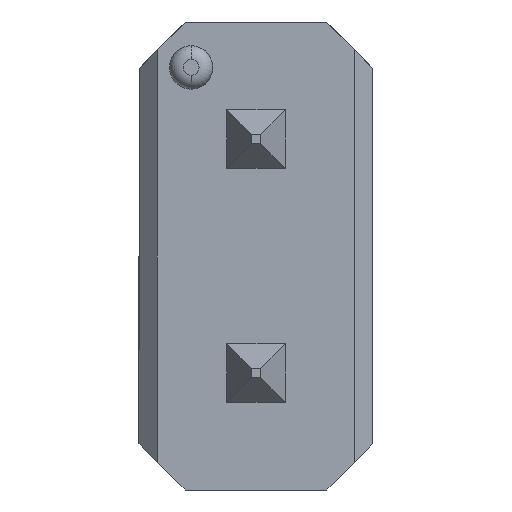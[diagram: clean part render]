
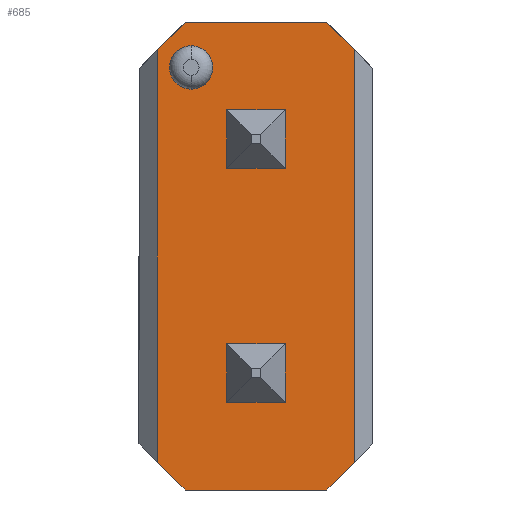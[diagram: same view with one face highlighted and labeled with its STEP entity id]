
A CAD part, front view. The second image highlights one B-rep face of the part: STEP entity #685.
In plain terms, the highlighted planar face has unit normal (0, -1, 0).
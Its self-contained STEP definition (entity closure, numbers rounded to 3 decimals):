
#12 = ORIENTED_EDGE ( 'NONE', *, *, #918, .T. ) ;
#27 = ORIENTED_EDGE ( 'NONE', *, *, #204, .T. ) ;
#77 = EDGE_CURVE ( 'NONE', #406, #1417, #450, .T. ) ;
#81 = VERTEX_POINT ( 'NONE', #754 ) ;
#100 = ORIENTED_EDGE ( 'NONE', *, *, #1436, .T. ) ;
#130 = VECTOR ( 'NONE', #1591, 1000. ) ;
#204 = EDGE_CURVE ( 'NONE', #817, #1417, #1399, .T. ) ;
#220 = AXIS2_PLACEMENT_3D ( 'NONE', #533, #1387, #665 ) ;
#221 = VECTOR ( 'NONE', #1595, 1000. ) ;
#224 = FACE_OUTER_BOUND ( 'NONE', #805, .T. ) ;
#297 = CARTESIAN_POINT ( 'NONE',  ( -1.07, 0., -2.24 ) ) ;
#303 = EDGE_CURVE ( 'NONE', #1344, #678, #1278, .T. ) ;
#313 = DIRECTION ( 'NONE',  ( 0., 0., 1. ) ) ;
#358 = LINE ( 'NONE', #723, #130 ) ;
#405 = CARTESIAN_POINT ( 'NONE',  ( -0.77, 0., 2.54 ) ) ;
#406 = VERTEX_POINT ( 'NONE', #484 ) ;
#434 = VERTEX_POINT ( 'NONE', #1313 ) ;
#437 = CARTESIAN_POINT ( 'NONE',  ( -1.27, 0., -2.04 ) ) ;
#440 = EDGE_CURVE ( 'NONE', #1208, #1344, #358, .T. ) ;
#449 = ORIENTED_EDGE ( 'NONE', *, *, #1115, .T. ) ;
#450 = LINE ( 'NONE', #455, #739 ) ;
#455 = CARTESIAN_POINT ( 'NONE',  ( -1.27, 0., 2.54 ) ) ;
#484 = CARTESIAN_POINT ( 'NONE',  ( -0.77, 0., 2.54 ) ) ;
#503 = CARTESIAN_POINT ( 'NONE',  ( 0.77, 0., -2.54 ) ) ;
#509 = VERTEX_POINT ( 'NONE', #592 ) ;
#533 = CARTESIAN_POINT ( 'NONE',  ( -0.704, 0., 2.047 ) ) ;
#539 = CARTESIAN_POINT ( 'NONE',  ( 1.27, 0., 2.04 ) ) ;
#542 = VECTOR ( 'NONE', #1102, 1000. ) ;
#546 = FACE_BOUND ( 'NONE', #1073, .T. ) ;
#592 = CARTESIAN_POINT ( 'NONE',  ( -0.704, 0., 1.811 ) ) ;
#643 = CARTESIAN_POINT ( 'NONE',  ( -0.704, 0., 2.047 ) ) ;
#645 = CARTESIAN_POINT ( 'NONE',  ( 0.77, 0., -2.54 ) ) ;
#663 = CIRCLE ( 'NONE', #220, 0.236 ) ;
#665 = DIRECTION ( 'NONE',  ( 0., 0., 1. ) ) ;
#667 = DIRECTION ( 'NONE',  ( 0., 1., 0. ) ) ;
#678 = VERTEX_POINT ( 'NONE', #1130 ) ;
#680 = DIRECTION ( 'NONE',  ( 0.707, 0., -0.707 ) ) ;
#685 = ADVANCED_FACE ( 'NONE', ( #546, #224 ), #1027, .F. ) ;
#723 = CARTESIAN_POINT ( 'NONE',  ( -1.07, 0., 0. ) ) ;
#739 = VECTOR ( 'NONE', #1240, 1000. ) ;
#752 = DIRECTION ( 'NONE',  ( 0., 0., 1. ) ) ;
#754 = CARTESIAN_POINT ( 'NONE',  ( 1.07, 0., -2.24 ) ) ;
#758 = CARTESIAN_POINT ( 'NONE',  ( -1.27, 0., -2.54 ) ) ;
#805 = EDGE_LOOP ( 'NONE', ( #12, #1207, #1359, #867, #100, #449, #27, #1226 ) ) ;
#817 = VERTEX_POINT ( 'NONE', #1167 ) ;
#864 = CARTESIAN_POINT ( 'NONE',  ( 0.77, 0., 2.54 ) ) ;
#867 = ORIENTED_EDGE ( 'NONE', *, *, #1299, .F. ) ;
#884 = DIRECTION ( 'NONE',  ( -1., 0., 0. ) ) ;
#901 = CARTESIAN_POINT ( 'NONE',  ( 0., 0., 0. ) ) ;
#918 = EDGE_CURVE ( 'NONE', #406, #1208, #1509, .T. ) ;
#960 = VERTEX_POINT ( 'NONE', #645 ) ;
#980 = ORIENTED_EDGE ( 'NONE', *, *, #1291, .T. ) ;
#1017 = VECTOR ( 'NONE', #884, 1000. ) ;
#1027 = PLANE ( 'NONE',  #1164 ) ;
#1062 = VECTOR ( 'NONE', #680, 1000. ) ;
#1073 = EDGE_LOOP ( 'NONE', ( #1269, #980 ) ) ;
#1102 = DIRECTION ( 'NONE',  ( 0.707, 0., 0.707 ) ) ;
#1106 = DIRECTION ( 'NONE',  ( -0.707, 0., -0.707 ) ) ;
#1115 = EDGE_CURVE ( 'NONE', #81, #817, #1144, .T. ) ;
#1130 = CARTESIAN_POINT ( 'NONE',  ( -0.77, 0., -2.54 ) ) ;
#1144 = LINE ( 'NONE', #1191, #221 ) ;
#1164 = AXIS2_PLACEMENT_3D ( 'NONE', #901, #667, #313 ) ;
#1167 = CARTESIAN_POINT ( 'NONE',  ( 1.07, 0., 2.24 ) ) ;
#1191 = CARTESIAN_POINT ( 'NONE',  ( 1.07, 0., 0. ) ) ;
#1207 = ORIENTED_EDGE ( 'NONE', *, *, #440, .T. ) ;
#1208 = VERTEX_POINT ( 'NONE', #1345 ) ;
#1226 = ORIENTED_EDGE ( 'NONE', *, *, #77, .F. ) ;
#1235 = CIRCLE ( 'NONE', #1300, 0.236 ) ;
#1240 = DIRECTION ( 'NONE',  ( 1., 0., 0. ) ) ;
#1268 = DIRECTION ( 'NONE',  ( -0.707, 0., 0.707 ) ) ;
#1269 = ORIENTED_EDGE ( 'NONE', *, *, #1376, .T. ) ;
#1278 = LINE ( 'NONE', #437, #1062 ) ;
#1291 = EDGE_CURVE ( 'NONE', #434, #509, #1235, .T. ) ;
#1299 = EDGE_CURVE ( 'NONE', #960, #678, #1506, .T. ) ;
#1300 = AXIS2_PLACEMENT_3D ( 'NONE', #643, #1502, #752 ) ;
#1307 = VECTOR ( 'NONE', #1268, 1000. ) ;
#1313 = CARTESIAN_POINT ( 'NONE',  ( -0.704, 0., 2.282 ) ) ;
#1344 = VERTEX_POINT ( 'NONE', #297 ) ;
#1345 = CARTESIAN_POINT ( 'NONE',  ( -1.07, 0., 2.24 ) ) ;
#1359 = ORIENTED_EDGE ( 'NONE', *, *, #303, .T. ) ;
#1376 = EDGE_CURVE ( 'NONE', #509, #434, #663, .T. ) ;
#1387 = DIRECTION ( 'NONE',  ( 0., 1., 0. ) ) ;
#1399 = LINE ( 'NONE', #539, #1307 ) ;
#1417 = VERTEX_POINT ( 'NONE', #864 ) ;
#1419 = VECTOR ( 'NONE', #1106, 1000. ) ;
#1436 = EDGE_CURVE ( 'NONE', #960, #81, #1538, .T. ) ;
#1502 = DIRECTION ( 'NONE',  ( 0., 1., 0. ) ) ;
#1506 = LINE ( 'NONE', #758, #1017 ) ;
#1509 = LINE ( 'NONE', #405, #1419 ) ;
#1538 = LINE ( 'NONE', #503, #542 ) ;
#1591 = DIRECTION ( 'NONE',  ( 0., 0., -1. ) ) ;
#1595 = DIRECTION ( 'NONE',  ( 0., 0., 1. ) ) ;
